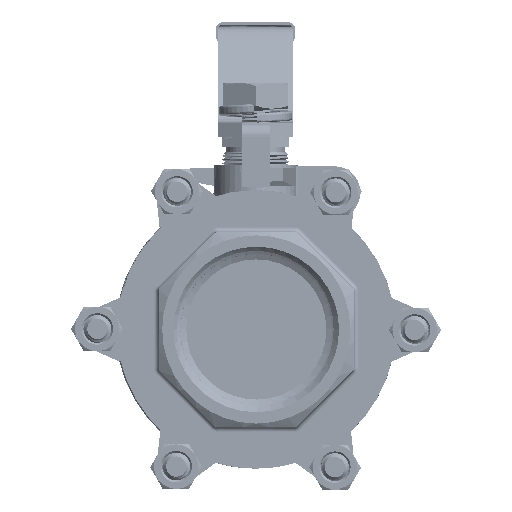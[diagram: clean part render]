
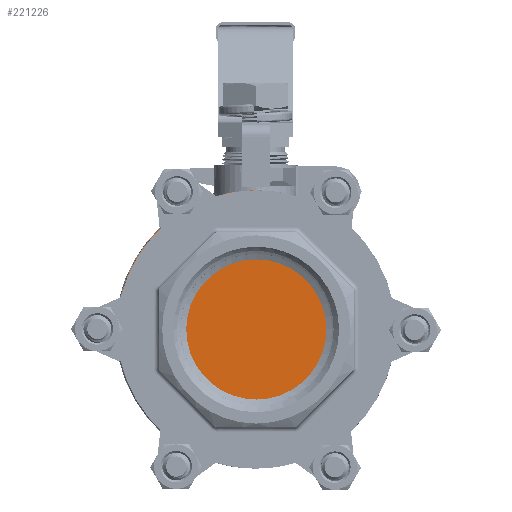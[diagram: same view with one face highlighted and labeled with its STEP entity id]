
A CAD part, front view. The second image highlights one B-rep face of the part: STEP entity #221226.
In plain terms, the highlighted planar face has unit normal (0, -1, 0).
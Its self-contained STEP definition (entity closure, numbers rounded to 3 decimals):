
#221210=CARTESIAN_POINT('',(0.,-39.8,0.359));
#221211=DIRECTION('',(0.,-1.,0.));
#221212=DIRECTION('',(0.,0.,-1.));
#221213=AXIS2_PLACEMENT_3D('',#221210,#221211,#221212);
#221214=PLANE('',#221213);
#221215=CARTESIAN_POINT('',(-0.,-39.8,-59.056));
#221216=VERTEX_POINT('',#221215);
#221217=CARTESIAN_POINT('',(0.,-39.8,0.359));
#221218=DIRECTION('',(-0.,1.,-0.));
#221219=DIRECTION('',(0.,0.,-1.));
#221220=AXIS2_PLACEMENT_3D('',#221217,#221218,#221219);
#221221=CIRCLE('',#221220,59.415);
#221222=EDGE_CURVE('',#221216,#221216,#221221,.T.);
#221223=ORIENTED_EDGE('',*,*,#221222,.F.);
#221224=EDGE_LOOP('',(#221223));
#221225=FACE_BOUND('',#221224,.T.);
#221226=ADVANCED_FACE('',(#221225),#221214,.T.);
